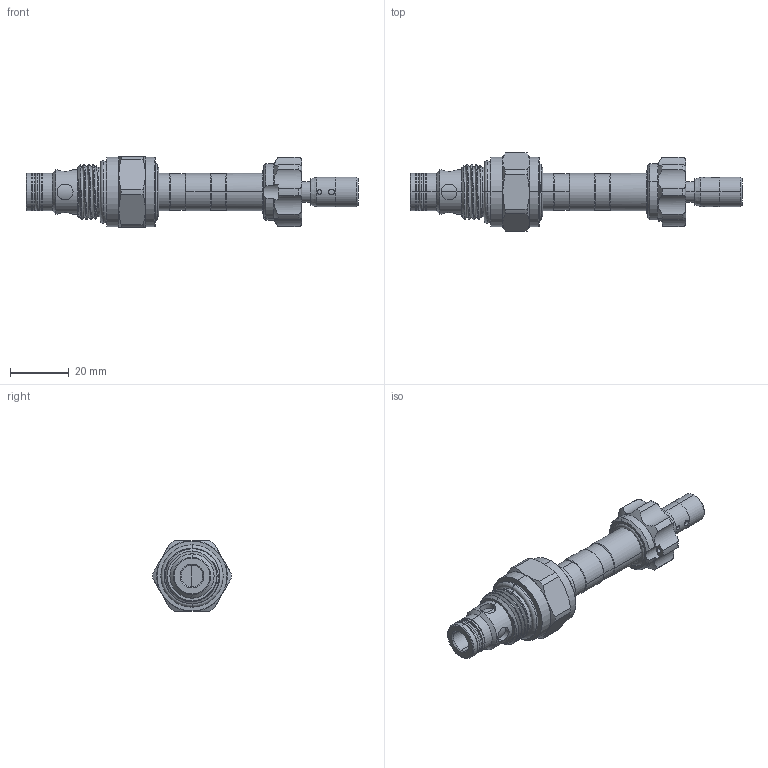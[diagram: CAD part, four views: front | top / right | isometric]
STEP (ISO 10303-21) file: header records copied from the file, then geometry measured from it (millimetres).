
FILE_DESCRIPTION (( 'STEP AP203' ), '1' );
FILE_NAME ('EP08W2A32T05.STEP', '2016-08-15T02:52:07', ( '' ), ( '' ), 'SwSTEP 2.0', 'SolidWorks 2012', '' );
FILE_SCHEMA (( 'CONFIG_CONTROL_DESIGN' ));
Length unit declared in the file: millimetre
Products named in the file (1): EP08W2A32T05
Bounding box: 112.95 x 26.69 x 24 mm (x, y, z)
Volume: 22710.6 mm3; surface area: 9700.2 mm2
Topology: 5 solids, 5 shells, 278 faces, 653 edges, 405 vertices
Faces by surface type: cylinder 136, cone 56, plane 55, torus 26, bspline 5
Entity records: 17265 total; most frequent: CARTESIAN_POINT 10922, DIRECTION 1339, ORIENTED_EDGE 1302, EDGE_CURVE 651, AXIS2_PLACEMENT_3D 565, VERTEX_POINT 405, EDGE_LOOP 310, CIRCLE 291
